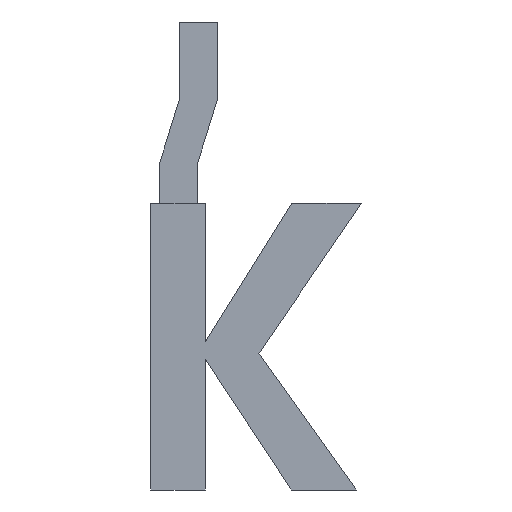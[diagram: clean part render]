
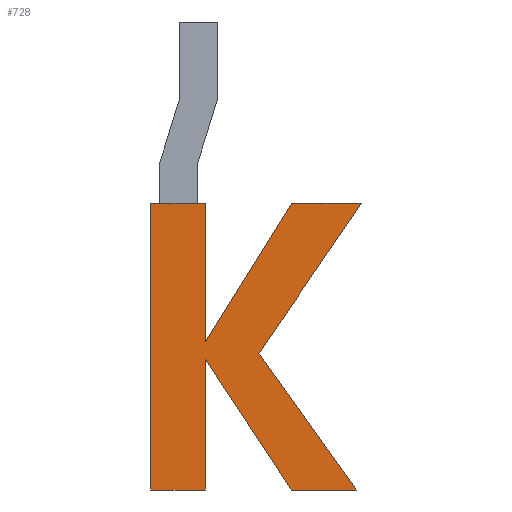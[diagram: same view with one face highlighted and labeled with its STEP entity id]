
A CAD part, front view. The second image highlights one B-rep face of the part: STEP entity #728.
In plain terms, the highlighted planar face has unit normal (0, -1, 0).
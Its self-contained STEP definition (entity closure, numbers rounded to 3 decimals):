
#28=FACE_OUTER_BOUND('',#68,.T.);
#68=EDGE_LOOP('',(#499,#500,#501,#502,#503,#504,#505,#506,#507,#508,#509));
#117=LINE('',#1038,#219);
#118=LINE('',#1040,#220);
#119=LINE('',#1042,#221);
#120=LINE('',#1044,#222);
#121=LINE('',#1046,#223);
#122=LINE('',#1048,#224);
#123=LINE('',#1050,#225);
#124=LINE('',#1052,#226);
#125=LINE('',#1054,#227);
#126=LINE('',#1056,#228);
#127=LINE('',#1057,#229);
#219=VECTOR('',#848,10.);
#220=VECTOR('',#849,10.);
#221=VECTOR('',#850,10.);
#222=VECTOR('',#851,10.);
#223=VECTOR('',#852,10.);
#224=VECTOR('',#853,10.);
#225=VECTOR('',#854,10.);
#226=VECTOR('',#855,10.);
#227=VECTOR('',#856,10.);
#228=VECTOR('',#857,10.);
#229=VECTOR('',#858,10.);
#317=VERTEX_POINT('',#1036);
#318=VERTEX_POINT('',#1037);
#319=VERTEX_POINT('',#1039);
#320=VERTEX_POINT('',#1041);
#321=VERTEX_POINT('',#1043);
#322=VERTEX_POINT('',#1045);
#323=VERTEX_POINT('',#1047);
#324=VERTEX_POINT('',#1049);
#325=VERTEX_POINT('',#1051);
#326=VERTEX_POINT('',#1053);
#327=VERTEX_POINT('',#1055);
#389=EDGE_CURVE('',#317,#318,#117,.T.);
#390=EDGE_CURVE('',#318,#319,#118,.T.);
#391=EDGE_CURVE('',#319,#320,#119,.T.);
#392=EDGE_CURVE('',#320,#321,#120,.T.);
#393=EDGE_CURVE('',#321,#322,#121,.T.);
#394=EDGE_CURVE('',#322,#323,#122,.T.);
#395=EDGE_CURVE('',#323,#324,#123,.T.);
#396=EDGE_CURVE('',#324,#325,#124,.T.);
#397=EDGE_CURVE('',#325,#326,#125,.T.);
#398=EDGE_CURVE('',#326,#327,#126,.T.);
#399=EDGE_CURVE('',#327,#317,#127,.T.);
#499=ORIENTED_EDGE('',*,*,#389,.T.);
#500=ORIENTED_EDGE('',*,*,#390,.T.);
#501=ORIENTED_EDGE('',*,*,#391,.T.);
#502=ORIENTED_EDGE('',*,*,#392,.T.);
#503=ORIENTED_EDGE('',*,*,#393,.T.);
#504=ORIENTED_EDGE('',*,*,#394,.T.);
#505=ORIENTED_EDGE('',*,*,#395,.T.);
#506=ORIENTED_EDGE('',*,*,#396,.T.);
#507=ORIENTED_EDGE('',*,*,#397,.T.);
#508=ORIENTED_EDGE('',*,*,#398,.T.);
#509=ORIENTED_EDGE('',*,*,#399,.T.);
#688=PLANE('',#784);
#728=ADVANCED_FACE('',(#28),#688,.T.);
#784=AXIS2_PLACEMENT_3D('',#1035,#846,#847);
#846=DIRECTION('center_axis',(0.,-1.,0.));
#847=DIRECTION('ref_axis',(0.,0.,-1.));
#848=DIRECTION('',(-1.,0.,0.));
#849=DIRECTION('',(-0.528,0.,-0.849));
#850=DIRECTION('',(0.,0.,1.));
#851=DIRECTION('',(-1.,0.,0.));
#852=DIRECTION('',(0.,0.,-1.));
#853=DIRECTION('',(1.,0.,0.));
#854=DIRECTION('',(0.,0.,1.));
#855=DIRECTION('',(0.549,0.,-0.836));
#856=DIRECTION('',(1.,0.,0.));
#857=DIRECTION('',(-0.58,0.,0.814));
#858=DIRECTION('',(0.564,0.,0.826));
#1035=CARTESIAN_POINT('Origin',(13.125,-3.,15.));
#1036=CARTESIAN_POINT('',(24.154,-3.,30.));
#1037=CARTESIAN_POINT('',(16.855,-3.,30.));
#1038=CARTESIAN_POINT('',(24.154,-3.,30.));
#1039=CARTESIAN_POINT('',(7.834,-3.,15.493));
#1040=CARTESIAN_POINT('',(16.855,-3.,30.));
#1041=CARTESIAN_POINT('',(7.834,-3.,30.));
#1042=CARTESIAN_POINT('',(7.834,-3.,15.493));
#1043=CARTESIAN_POINT('',(2.096,-3.,30.));
#1044=CARTESIAN_POINT('',(7.834,-3.,30.));
#1045=CARTESIAN_POINT('',(2.096,-3.,0.));
#1046=CARTESIAN_POINT('',(2.096,-3.,30.));
#1047=CARTESIAN_POINT('',(7.834,-3.,0.));
#1048=CARTESIAN_POINT('',(2.096,-3.,0.));
#1049=CARTESIAN_POINT('',(7.834,-3.,13.657));
#1050=CARTESIAN_POINT('',(7.834,-3.,0.));
#1051=CARTESIAN_POINT('',(16.809,-3.,0.));
#1052=CARTESIAN_POINT('',(7.834,-3.,13.657));
#1053=CARTESIAN_POINT('',(23.626,-3.,0.));
#1054=CARTESIAN_POINT('',(16.809,-3.,0.));
#1055=CARTESIAN_POINT('',(13.435,-3.,14.3));
#1056=CARTESIAN_POINT('',(23.626,-3.,0.));
#1057=CARTESIAN_POINT('',(13.435,-3.,14.3));
